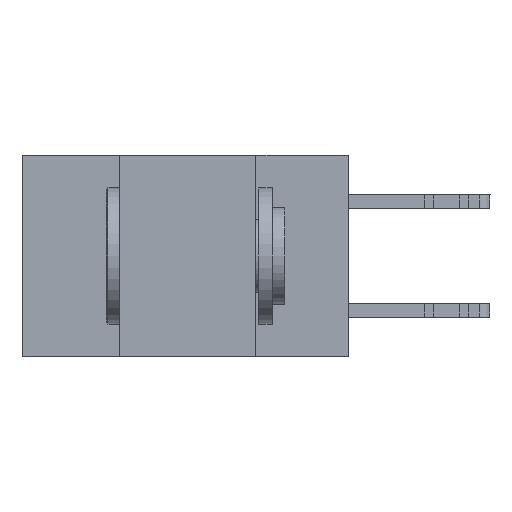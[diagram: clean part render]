
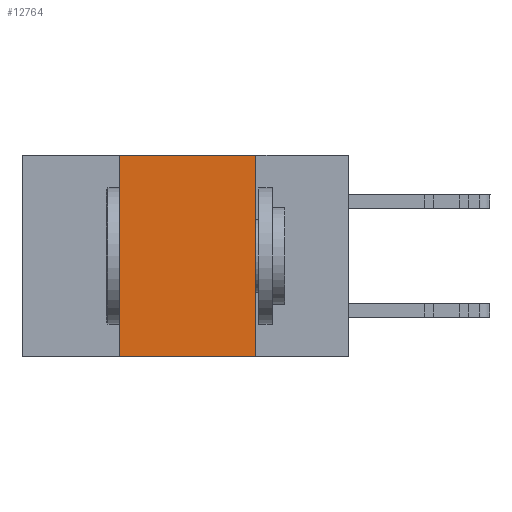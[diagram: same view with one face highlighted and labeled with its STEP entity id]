
A CAD part, left-side view. The second image highlights one B-rep face of the part: STEP entity #12764.
In plain terms, the highlighted planar face has unit normal (-1, 0, 0).
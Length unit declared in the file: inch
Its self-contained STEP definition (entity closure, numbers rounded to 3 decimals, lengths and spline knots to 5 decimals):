
#1031 = CARTESIAN_POINT ( 'NONE',  ( 0., 0.6, -0.37 ) ) ;
#1986 = EDGE_CURVE ( 'NONE', #21953, #2805, #6043, .T. ) ;
#2135 = AXIS2_PLACEMENT_3D ( 'NONE', #23947, #21549, #2346 ) ;
#2346 = DIRECTION ( 'NONE',  ( 0., 0., -1. ) ) ;
#2805 = VERTEX_POINT ( 'NONE', #27412 ) ;
#3795 = CARTESIAN_POINT ( 'NONE',  ( 0., 0.6, 0. ) ) ;
#5573 = CARTESIAN_POINT ( 'NONE',  ( 0., 0.17, 0. ) ) ;
#6043 = LINE ( 'NONE', #5573, #30760 ) ;
#6388 = CARTESIAN_POINT ( 'NONE',  ( 0., 0.42, -0.37 ) ) ;
#6681 = LINE ( 'NONE', #9084, #23307 ) ;
#7859 = LINE ( 'NONE', #1031, #28981 ) ;
#8504 = DIRECTION ( 'NONE',  ( 0., -1., 0. ) ) ;
#9084 = CARTESIAN_POINT ( 'NONE',  ( 0., 0.42, 0. ) ) ;
#9215 = DIRECTION ( 'NONE',  ( 0., -1., 0. ) ) ;
#9677 = FACE_OUTER_BOUND ( 'NONE', #15434, .T. ) ;
#10145 = VERTEX_POINT ( 'NONE', #16723 ) ;
#10681 = DIRECTION ( 'NONE',  ( 0., 0., -1. ) ) ;
#10866 = ORIENTED_EDGE ( 'NONE', *, *, #26762, .T. ) ;
#12046 = PLANE ( 'NONE',  #2135 ) ;
#12764 = ADVANCED_FACE ( 'NONE', ( #9677 ), #12046, .F. ) ;
#15434 = EDGE_LOOP ( 'NONE', ( #21355, #17234, #26928, #10866 ) ) ;
#16723 = CARTESIAN_POINT ( 'NONE',  ( 0., 0.42, 0. ) ) ;
#16964 = EDGE_CURVE ( 'NONE', #10145, #21953, #25730, .T. ) ;
#17234 = ORIENTED_EDGE ( 'NONE', *, *, #16964, .F. ) ;
#18851 = VERTEX_POINT ( 'NONE', #6388 ) ;
#21355 = ORIENTED_EDGE ( 'NONE', *, *, #1986, .F. ) ;
#21549 = DIRECTION ( 'NONE',  ( 1., 0., 0. ) ) ;
#21953 = VERTEX_POINT ( 'NONE', #25623 ) ;
#22005 = VECTOR ( 'NONE', #9215, 39.37008 ) ;
#23307 = VECTOR ( 'NONE', #26384, 39.37008 ) ;
#23947 = CARTESIAN_POINT ( 'NONE',  ( 0., 0.6, 0. ) ) ;
#25566 = EDGE_CURVE ( 'NONE', #18851, #10145, #6681, .T. ) ;
#25623 = CARTESIAN_POINT ( 'NONE',  ( 0., 0.17, 0. ) ) ;
#25730 = LINE ( 'NONE', #3795, #22005 ) ;
#26384 = DIRECTION ( 'NONE',  ( 0., 0., 1. ) ) ;
#26762 = EDGE_CURVE ( 'NONE', #18851, #2805, #7859, .T. ) ;
#26928 = ORIENTED_EDGE ( 'NONE', *, *, #25566, .F. ) ;
#27412 = CARTESIAN_POINT ( 'NONE',  ( 0., 0.17, -0.37 ) ) ;
#28981 = VECTOR ( 'NONE', #8504, 39.37008 ) ;
#30760 = VECTOR ( 'NONE', #10681, 39.37008 ) ;
